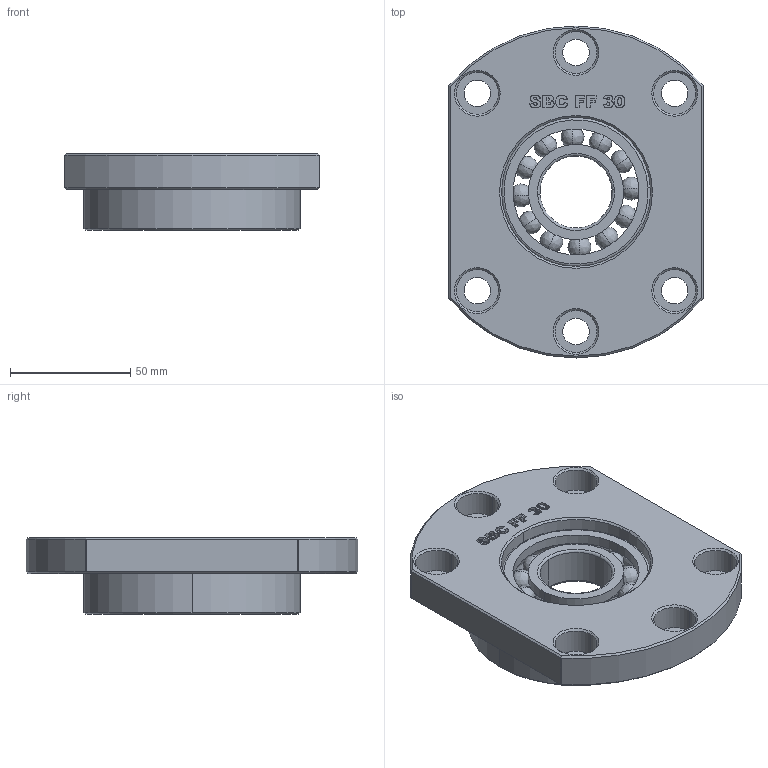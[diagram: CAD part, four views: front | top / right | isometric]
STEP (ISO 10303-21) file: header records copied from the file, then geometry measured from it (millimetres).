
FILE_DESCRIPTION (( 'STEP AP203' ), '1' );
FILE_NAME ('FF 30.STEP', '2014-10-22T05:46:41', ( 'star' ), ( '' ), 'SwSTEP 2.0', 'SolidWorks 2013', '' );
FILE_SCHEMA (( 'CONFIG_CONTROL_DESIGN' ));
Length unit declared in the file: millimetre
Products named in the file (3): #6206(30X62X16); FF 30
Assembly tree (2 placements, depth 2):
  FF 30
    FF 30
    #6206(30X62X16)
Bounding box: 106 x 138 x 32 mm (x, y, z)
Volume: 213236.6 mm3; surface area: 55664.4 mm2
Topology: 2 solids, 2 shells, 241 faces, 718 edges, 436 vertices
Faces by surface type: bspline 88, plane 77, cylinder 42, cone 22, torus 12
Entity records: 15507 total; most frequent: CARTESIAN_POINT 9468, ORIENTED_EDGE 1336, DIRECTION 984, EDGE_CURVE 668, VERTEX_POINT 436, AXIS2_PLACEMENT_3D 358, EDGE_LOOP 286, LINE 268
